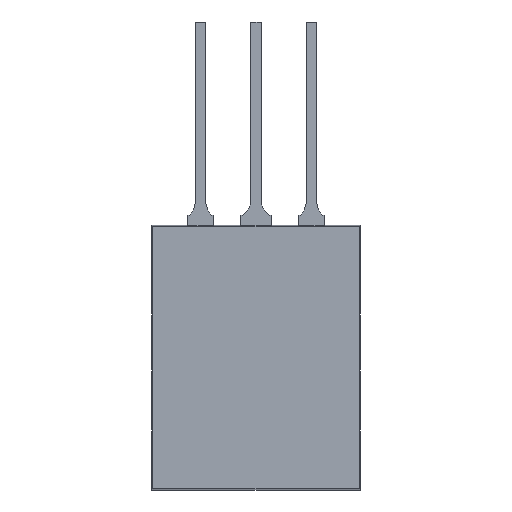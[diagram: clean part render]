
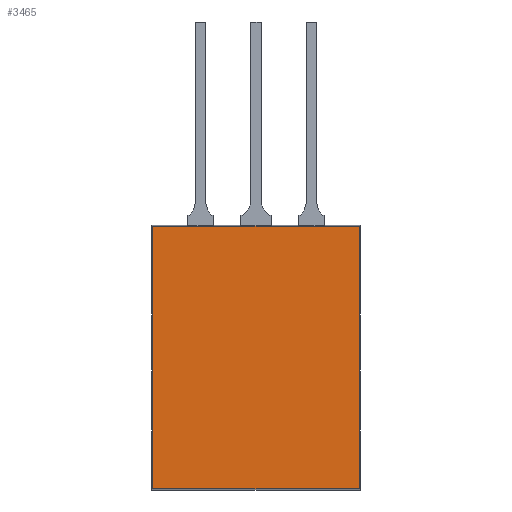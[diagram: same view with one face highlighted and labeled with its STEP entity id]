
A CAD part, front view. The second image highlights one B-rep face of the part: STEP entity #3465.
In plain terms, the highlighted planar face has unit normal (0, -1, 0).
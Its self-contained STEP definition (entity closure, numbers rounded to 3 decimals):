
#242 = ORIENTED_EDGE ( 'NONE', *, *, #1593, .F. ) ;
#267 = EDGE_LOOP ( 'NONE', ( #2339, #2663, #242, #1299 ) ) ;
#390 = AXIS2_PLACEMENT_3D ( 'NONE', #2703, #896, #3012 ) ;
#397 = EDGE_CURVE ( 'NONE', #2293, #3588, #1437, .T. ) ;
#560 = VECTOR ( 'NONE', #2475, 1000. ) ;
#681 = CARTESIAN_POINT ( 'NONE',  ( 10.15, -2.6, 12.9 ) ) ;
#896 = DIRECTION ( 'NONE',  ( 0., -1., 0. ) ) ;
#909 = FACE_OUTER_BOUND ( 'NONE', #267, .T. ) ;
#942 = EDGE_CURVE ( 'NONE', #1188, #3588, #2143, .T. ) ;
#1188 = VERTEX_POINT ( 'NONE', #2079 ) ;
#1299 = ORIENTED_EDGE ( 'NONE', *, *, #1446, .F. ) ;
#1333 = LINE ( 'NONE', #3793, #2950 ) ;
#1437 = LINE ( 'NONE', #3639, #2968 ) ;
#1446 = EDGE_CURVE ( 'NONE', #1188, #3419, #1992, .T. ) ;
#1466 = PLANE ( 'NONE',  #390 ) ;
#1528 = CARTESIAN_POINT ( 'NONE',  ( 10.15, -2.6, -13. ) ) ;
#1593 = EDGE_CURVE ( 'NONE', #3419, #2293, #1333, .T. ) ;
#1907 = CARTESIAN_POINT ( 'NONE',  ( -10.15, -2.6, 12.9 ) ) ;
#1992 = LINE ( 'NONE', #3856, #2716 ) ;
#2030 = DIRECTION ( 'NONE',  ( -1., 0., 0. ) ) ;
#2079 = CARTESIAN_POINT ( 'NONE',  ( 10.15, -2.6, -12.9 ) ) ;
#2143 = LINE ( 'NONE', #1528, #560 ) ;
#2293 = VERTEX_POINT ( 'NONE', #1907 ) ;
#2339 = ORIENTED_EDGE ( 'NONE', *, *, #942, .T. ) ;
#2346 = CARTESIAN_POINT ( 'NONE',  ( -10.15, -2.6, -12.9 ) ) ;
#2475 = DIRECTION ( 'NONE',  ( 0., 0., 1. ) ) ;
#2663 = ORIENTED_EDGE ( 'NONE', *, *, #397, .F. ) ;
#2703 = CARTESIAN_POINT ( 'NONE',  ( 0., -2.6, 0. ) ) ;
#2716 = VECTOR ( 'NONE', #2030, 1000. ) ;
#2950 = VECTOR ( 'NONE', #3762, 1000. ) ;
#2968 = VECTOR ( 'NONE', #3584, 1000. ) ;
#3012 = DIRECTION ( 'NONE',  ( 0., 0., -1. ) ) ;
#3419 = VERTEX_POINT ( 'NONE', #2346 ) ;
#3465 = ADVANCED_FACE ( 'NONE', ( #909 ), #1466, .T. ) ;
#3584 = DIRECTION ( 'NONE',  ( 1., 0., 0. ) ) ;
#3588 = VERTEX_POINT ( 'NONE', #681 ) ;
#3639 = CARTESIAN_POINT ( 'NONE',  ( -10.25, -2.6, 12.9 ) ) ;
#3762 = DIRECTION ( 'NONE',  ( 0., 0., 1. ) ) ;
#3793 = CARTESIAN_POINT ( 'NONE',  ( -10.15, -2.6, -13. ) ) ;
#3856 = CARTESIAN_POINT ( 'NONE',  ( 0., -2.6, -12.9 ) ) ;
